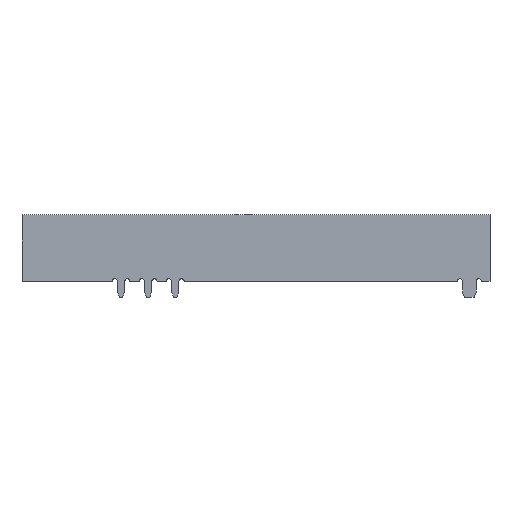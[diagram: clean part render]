
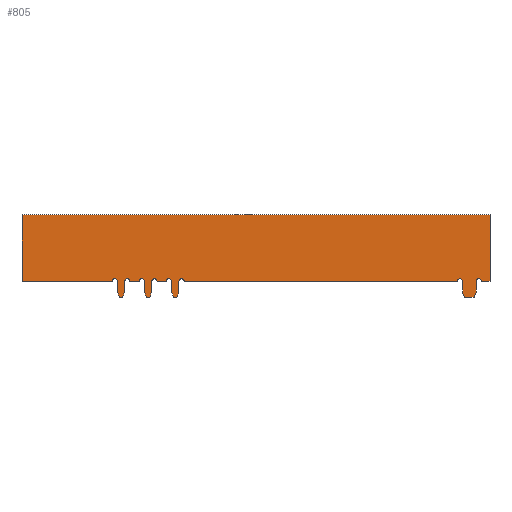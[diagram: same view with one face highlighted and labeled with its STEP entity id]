
A CAD part, top view. The second image highlights one B-rep face of the part: STEP entity #805.
In plain terms, the highlighted planar face has unit normal (0, 0, 1).
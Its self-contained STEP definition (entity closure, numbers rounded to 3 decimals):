
#134=DIRECTION('',(0.,-1.,0.));
#135=VECTOR('',#134,10.56);
#136=CARTESIAN_POINT('',(-37.,5.28,0.));
#137=LINE('',#136,#135);
#138=DIRECTION('',(-1.,0.,0.));
#139=VECTOR('',#138,74.);
#140=CARTESIAN_POINT('',(37.,5.28,0.));
#141=LINE('',#140,#139);
#142=DIRECTION('',(0.,1.,0.));
#143=VECTOR('',#142,10.56);
#144=CARTESIAN_POINT('',(37.,-5.28,0.));
#145=LINE('',#144,#143);
#146=DIRECTION('',(1.,0.,0.));
#147=VECTOR('',#146,1.36);
#148=CARTESIAN_POINT('',(35.64,-5.28,0.));
#149=LINE('',#148,#147);
#150=CARTESIAN_POINT('',(35.215,-5.28,0.));
#151=DIRECTION('',(0.,0.,-1.));
#152=DIRECTION('',(-1.,0.,0.));
#153=AXIS2_PLACEMENT_3D('',#150,#151,#152);
#155=DIRECTION('',(0.,1.,0.));
#156=VECTOR('',#155,1.68);
#157=CARTESIAN_POINT('',(34.79,-6.96,0.));
#158=LINE('',#157,#156);
#159=DIRECTION('',(0.344,0.939,0.));
#160=VECTOR('',#159,0.873);
#161=CARTESIAN_POINT('',(34.49,-7.78,0.));
#162=LINE('',#161,#160);
#163=DIRECTION('',(1.,0.,0.));
#164=VECTOR('',#163,1.52);
#165=CARTESIAN_POINT('',(32.97,-7.78,0.));
#166=LINE('',#165,#164);
#167=DIRECTION('',(0.344,-0.939,0.));
#168=VECTOR('',#167,0.873);
#169=CARTESIAN_POINT('',(32.67,-6.96,0.));
#170=LINE('',#169,#168);
#171=DIRECTION('',(0.,-1.,0.));
#172=VECTOR('',#171,1.68);
#173=CARTESIAN_POINT('',(32.67,-5.28,0.));
#174=LINE('',#173,#172);
#175=CARTESIAN_POINT('',(32.245,-5.28,0.));
#176=DIRECTION('',(0.,0.,-1.));
#177=DIRECTION('',(-1.,0.,0.));
#178=AXIS2_PLACEMENT_3D('',#175,#176,#177);
#180=DIRECTION('',(1.,0.,0.));
#181=VECTOR('',#180,43.17);
#182=CARTESIAN_POINT('',(-11.35,-5.28,0.));
#183=LINE('',#182,#181);
#184=CARTESIAN_POINT('',(-11.775,-5.28,0.));
#185=DIRECTION('',(0.,0.,-1.));
#186=DIRECTION('',(-1.,0.,0.));
#187=AXIS2_PLACEMENT_3D('',#184,#185,#186);
#189=DIRECTION('',(0.,1.,0.));
#190=VECTOR('',#189,1.62);
#191=CARTESIAN_POINT('',(-12.2,-6.9,0.));
#192=LINE('',#191,#190);
#193=DIRECTION('',(0.351,0.936,0.));
#194=VECTOR('',#193,0.94);
#195=CARTESIAN_POINT('',(-12.53,-7.78,0.));
#196=LINE('',#195,#194);
#197=DIRECTION('',(1.,0.,0.));
#198=VECTOR('',#197,0.49);
#199=CARTESIAN_POINT('',(-13.02,-7.78,0.));
#200=LINE('',#199,#198);
#201=DIRECTION('',(0.351,-0.936,0.));
#202=VECTOR('',#201,0.94);
#203=CARTESIAN_POINT('',(-13.35,-6.9,0.));
#204=LINE('',#203,#202);
#205=DIRECTION('',(0.,-1.,0.));
#206=VECTOR('',#205,1.62);
#207=CARTESIAN_POINT('',(-13.35,-5.28,0.));
#208=LINE('',#207,#206);
#209=CARTESIAN_POINT('',(-13.775,-5.28,0.));
#210=DIRECTION('',(0.,0.,-1.));
#211=DIRECTION('',(-1.,0.,0.));
#212=AXIS2_PLACEMENT_3D('',#209,#210,#211);
#214=DIRECTION('',(1.,0.,0.));
#215=VECTOR('',#214,1.44);
#216=CARTESIAN_POINT('',(-15.64,-5.28,0.));
#217=LINE('',#216,#215);
#218=CARTESIAN_POINT('',(-16.065,-5.28,0.));
#219=DIRECTION('',(0.,0.,-1.));
#220=DIRECTION('',(-1.,0.,0.));
#221=AXIS2_PLACEMENT_3D('',#218,#219,#220);
#223=DIRECTION('',(0.,1.,0.));
#224=VECTOR('',#223,1.62);
#225=CARTESIAN_POINT('',(-16.49,-6.9,0.));
#226=LINE('',#225,#224);
#227=DIRECTION('',(0.351,0.936,0.));
#228=VECTOR('',#227,0.94);
#229=CARTESIAN_POINT('',(-16.82,-7.78,0.));
#230=LINE('',#229,#228);
#231=DIRECTION('',(1.,0.,0.));
#232=VECTOR('',#231,0.49);
#233=CARTESIAN_POINT('',(-17.31,-7.78,0.));
#234=LINE('',#233,#232);
#235=DIRECTION('',(0.351,-0.936,0.));
#236=VECTOR('',#235,0.94);
#237=CARTESIAN_POINT('',(-17.64,-6.9,0.));
#238=LINE('',#237,#236);
#239=DIRECTION('',(0.,-1.,0.));
#240=VECTOR('',#239,1.62);
#241=CARTESIAN_POINT('',(-17.64,-5.28,0.));
#242=LINE('',#241,#240);
#243=CARTESIAN_POINT('',(-18.065,-5.28,0.));
#244=DIRECTION('',(0.,0.,-1.));
#245=DIRECTION('',(-1.,0.,0.));
#246=AXIS2_PLACEMENT_3D('',#243,#244,#245);
#248=DIRECTION('',(1.,0.,0.));
#249=VECTOR('',#248,1.43);
#250=CARTESIAN_POINT('',(-19.92,-5.28,0.));
#251=LINE('',#250,#249);
#252=CARTESIAN_POINT('',(-20.345,-5.28,0.));
#253=DIRECTION('',(0.,0.,-1.));
#254=DIRECTION('',(-1.,0.,0.));
#255=AXIS2_PLACEMENT_3D('',#252,#253,#254);
#257=DIRECTION('',(0.,1.,0.));
#258=VECTOR('',#257,1.62);
#259=CARTESIAN_POINT('',(-20.77,-6.9,0.));
#260=LINE('',#259,#258);
#261=DIRECTION('',(0.351,0.936,0.));
#262=VECTOR('',#261,0.94);
#263=CARTESIAN_POINT('',(-21.1,-7.78,0.));
#264=LINE('',#263,#262);
#265=DIRECTION('',(1.,0.,0.));
#266=VECTOR('',#265,0.49);
#267=CARTESIAN_POINT('',(-21.59,-7.78,0.));
#268=LINE('',#267,#266);
#269=DIRECTION('',(0.351,-0.936,0.));
#270=VECTOR('',#269,0.94);
#271=CARTESIAN_POINT('',(-21.92,-6.9,0.));
#272=LINE('',#271,#270);
#273=DIRECTION('',(0.,-1.,0.));
#274=VECTOR('',#273,1.62);
#275=CARTESIAN_POINT('',(-21.92,-5.28,0.));
#276=LINE('',#275,#274);
#277=CARTESIAN_POINT('',(-22.345,-5.28,0.));
#278=DIRECTION('',(0.,0.,-1.));
#279=DIRECTION('',(-1.,0.,0.));
#280=AXIS2_PLACEMENT_3D('',#277,#278,#279);
#282=DIRECTION('',(1.,0.,0.));
#283=VECTOR('',#282,14.23);
#284=CARTESIAN_POINT('',(-37.,-5.28,0.));
#285=LINE('',#284,#283);
#582=CARTESIAN_POINT('',(-37.,5.28,0.));
#583=CARTESIAN_POINT('',(-37.,-5.28,0.));
#584=VERTEX_POINT('',#582);
#585=VERTEX_POINT('',#583);
#586=CARTESIAN_POINT('',(35.64,-5.28,0.));
#587=CARTESIAN_POINT('',(37.,-5.28,0.));
#588=VERTEX_POINT('',#586);
#589=VERTEX_POINT('',#587);
#590=CARTESIAN_POINT('',(37.,5.28,0.));
#591=VERTEX_POINT('',#590);
#602=CARTESIAN_POINT('',(-22.77,-5.28,0.));
#603=VERTEX_POINT('',#602);
#604=CARTESIAN_POINT('',(-21.92,-5.28,0.));
#605=VERTEX_POINT('',#604);
#606=CARTESIAN_POINT('',(-21.92,-6.9,0.));
#607=VERTEX_POINT('',#606);
#608=CARTESIAN_POINT('',(-21.59,-7.78,0.));
#609=VERTEX_POINT('',#608);
#610=CARTESIAN_POINT('',(-21.1,-7.78,0.));
#611=VERTEX_POINT('',#610);
#612=CARTESIAN_POINT('',(-20.77,-6.9,0.));
#613=VERTEX_POINT('',#612);
#614=CARTESIAN_POINT('',(-20.77,-5.28,0.));
#615=VERTEX_POINT('',#614);
#616=CARTESIAN_POINT('',(-19.92,-5.28,0.));
#617=VERTEX_POINT('',#616);
#618=CARTESIAN_POINT('',(-18.49,-5.28,0.));
#619=VERTEX_POINT('',#618);
#620=CARTESIAN_POINT('',(-17.64,-5.28,0.));
#621=VERTEX_POINT('',#620);
#622=CARTESIAN_POINT('',(-17.64,-6.9,0.));
#623=VERTEX_POINT('',#622);
#624=CARTESIAN_POINT('',(-17.31,-7.78,0.));
#625=VERTEX_POINT('',#624);
#626=CARTESIAN_POINT('',(-16.82,-7.78,0.));
#627=VERTEX_POINT('',#626);
#628=CARTESIAN_POINT('',(-16.49,-6.9,0.));
#629=VERTEX_POINT('',#628);
#630=CARTESIAN_POINT('',(-16.49,-5.28,0.));
#631=VERTEX_POINT('',#630);
#632=CARTESIAN_POINT('',(-15.64,-5.28,0.));
#633=VERTEX_POINT('',#632);
#634=CARTESIAN_POINT('',(-14.2,-5.28,0.));
#635=VERTEX_POINT('',#634);
#636=CARTESIAN_POINT('',(-13.35,-5.28,0.));
#637=VERTEX_POINT('',#636);
#638=CARTESIAN_POINT('',(-13.35,-6.9,0.));
#639=VERTEX_POINT('',#638);
#640=CARTESIAN_POINT('',(-13.02,-7.78,0.));
#641=VERTEX_POINT('',#640);
#642=CARTESIAN_POINT('',(-12.53,-7.78,0.));
#643=VERTEX_POINT('',#642);
#644=CARTESIAN_POINT('',(-12.2,-6.9,0.));
#645=VERTEX_POINT('',#644);
#646=CARTESIAN_POINT('',(-12.2,-5.28,0.));
#647=VERTEX_POINT('',#646);
#648=CARTESIAN_POINT('',(-11.35,-5.28,0.));
#649=VERTEX_POINT('',#648);
#698=CARTESIAN_POINT('',(31.82,-5.28,0.));
#699=VERTEX_POINT('',#698);
#700=CARTESIAN_POINT('',(32.67,-5.28,0.));
#701=CARTESIAN_POINT('',(32.67,-6.96,0.));
#702=VERTEX_POINT('',#700);
#703=VERTEX_POINT('',#701);
#704=CARTESIAN_POINT('',(32.97,-7.78,0.));
#705=VERTEX_POINT('',#704);
#706=CARTESIAN_POINT('',(34.49,-7.78,0.));
#707=CARTESIAN_POINT('',(34.79,-6.96,0.));
#708=VERTEX_POINT('',#706);
#709=VERTEX_POINT('',#707);
#710=CARTESIAN_POINT('',(34.79,-5.28,0.));
#711=VERTEX_POINT('',#710);
#726=CARTESIAN_POINT('',(0.,0.,0.));
#727=DIRECTION('',(0.,0.,1.));
#728=DIRECTION('',(1.,0.,0.));
#729=AXIS2_PLACEMENT_3D('',#726,#727,#728);
#730=PLANE('',#729);
#732=ORIENTED_EDGE('',*,*,#731,.F.);
#734=ORIENTED_EDGE('',*,*,#733,.F.);
#736=ORIENTED_EDGE('',*,*,#735,.F.);
#738=ORIENTED_EDGE('',*,*,#737,.F.);
#740=ORIENTED_EDGE('',*,*,#739,.F.);
#742=ORIENTED_EDGE('',*,*,#741,.F.);
#744=ORIENTED_EDGE('',*,*,#743,.F.);
#746=ORIENTED_EDGE('',*,*,#745,.F.);
#748=ORIENTED_EDGE('',*,*,#747,.F.);
#750=ORIENTED_EDGE('',*,*,#749,.F.);
#752=ORIENTED_EDGE('',*,*,#751,.F.);
#754=ORIENTED_EDGE('',*,*,#753,.F.);
#756=ORIENTED_EDGE('',*,*,#755,.F.);
#758=ORIENTED_EDGE('',*,*,#757,.F.);
#760=ORIENTED_EDGE('',*,*,#759,.F.);
#762=ORIENTED_EDGE('',*,*,#761,.F.);
#764=ORIENTED_EDGE('',*,*,#763,.F.);
#766=ORIENTED_EDGE('',*,*,#765,.F.);
#768=ORIENTED_EDGE('',*,*,#767,.F.);
#770=ORIENTED_EDGE('',*,*,#769,.F.);
#772=ORIENTED_EDGE('',*,*,#771,.F.);
#774=ORIENTED_EDGE('',*,*,#773,.F.);
#776=ORIENTED_EDGE('',*,*,#775,.F.);
#778=ORIENTED_EDGE('',*,*,#777,.F.);
#780=ORIENTED_EDGE('',*,*,#779,.F.);
#782=ORIENTED_EDGE('',*,*,#781,.F.);
#784=ORIENTED_EDGE('',*,*,#783,.F.);
#786=ORIENTED_EDGE('',*,*,#785,.F.);
#788=ORIENTED_EDGE('',*,*,#787,.F.);
#790=ORIENTED_EDGE('',*,*,#789,.F.);
#792=ORIENTED_EDGE('',*,*,#791,.F.);
#794=ORIENTED_EDGE('',*,*,#793,.F.);
#796=ORIENTED_EDGE('',*,*,#795,.F.);
#798=ORIENTED_EDGE('',*,*,#797,.F.);
#800=ORIENTED_EDGE('',*,*,#799,.F.);
#802=ORIENTED_EDGE('',*,*,#801,.F.);
#803=EDGE_LOOP('',(#732,#734,#736,#738,#740,#742,#744,#746,#748,#750,#752,#754,
#756,#758,#760,#762,#764,#766,#768,#770,#772,#774,#776,#778,#780,#782,#784,#786,
#788,#790,#792,#794,#796,#798,#800,#802));
#804=FACE_OUTER_BOUND('',#803,.F.);
#154=CIRCLE('',#153,0.425);
#179=CIRCLE('',#178,0.425);
#188=CIRCLE('',#187,0.425);
#213=CIRCLE('',#212,0.425);
#222=CIRCLE('',#221,0.425);
#247=CIRCLE('',#246,0.425);
#256=CIRCLE('',#255,0.425);
#281=CIRCLE('',#280,0.425);
#731=EDGE_CURVE('',#584,#585,#137,.T.);
#733=EDGE_CURVE('',#591,#584,#141,.T.);
#735=EDGE_CURVE('',#589,#591,#145,.T.);
#737=EDGE_CURVE('',#588,#589,#149,.T.);
#739=EDGE_CURVE('',#711,#588,#154,.T.);
#741=EDGE_CURVE('',#709,#711,#158,.T.);
#743=EDGE_CURVE('',#708,#709,#162,.T.);
#745=EDGE_CURVE('',#705,#708,#166,.T.);
#747=EDGE_CURVE('',#703,#705,#170,.T.);
#749=EDGE_CURVE('',#702,#703,#174,.T.);
#751=EDGE_CURVE('',#699,#702,#179,.T.);
#753=EDGE_CURVE('',#649,#699,#183,.T.);
#755=EDGE_CURVE('',#647,#649,#188,.T.);
#757=EDGE_CURVE('',#645,#647,#192,.T.);
#759=EDGE_CURVE('',#643,#645,#196,.T.);
#761=EDGE_CURVE('',#641,#643,#200,.T.);
#763=EDGE_CURVE('',#639,#641,#204,.T.);
#765=EDGE_CURVE('',#637,#639,#208,.T.);
#767=EDGE_CURVE('',#635,#637,#213,.T.);
#769=EDGE_CURVE('',#633,#635,#217,.T.);
#771=EDGE_CURVE('',#631,#633,#222,.T.);
#773=EDGE_CURVE('',#629,#631,#226,.T.);
#775=EDGE_CURVE('',#627,#629,#230,.T.);
#777=EDGE_CURVE('',#625,#627,#234,.T.);
#779=EDGE_CURVE('',#623,#625,#238,.T.);
#781=EDGE_CURVE('',#621,#623,#242,.T.);
#783=EDGE_CURVE('',#619,#621,#247,.T.);
#785=EDGE_CURVE('',#617,#619,#251,.T.);
#787=EDGE_CURVE('',#615,#617,#256,.T.);
#789=EDGE_CURVE('',#613,#615,#260,.T.);
#791=EDGE_CURVE('',#611,#613,#264,.T.);
#793=EDGE_CURVE('',#609,#611,#268,.T.);
#795=EDGE_CURVE('',#607,#609,#272,.T.);
#797=EDGE_CURVE('',#605,#607,#276,.T.);
#799=EDGE_CURVE('',#603,#605,#281,.T.);
#801=EDGE_CURVE('',#585,#603,#285,.T.);
#805=ADVANCED_FACE('',(#804),#730,.T.);
